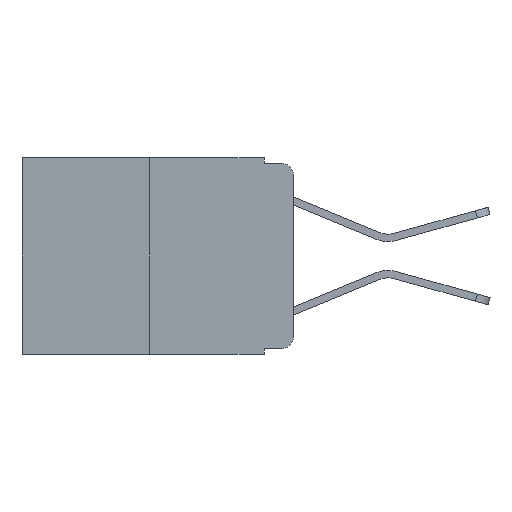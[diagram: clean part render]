
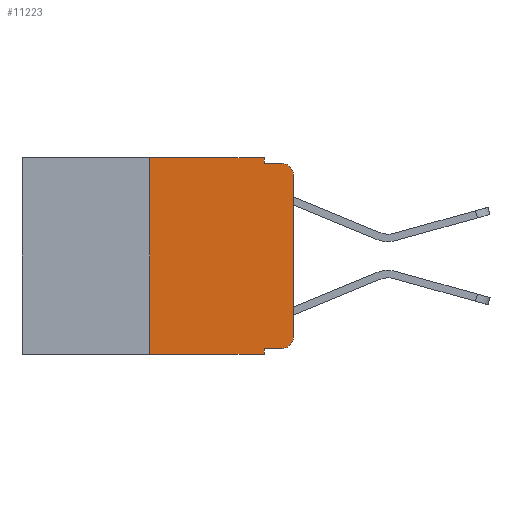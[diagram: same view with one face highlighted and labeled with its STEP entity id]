
A CAD part, left-side view. The second image highlights one B-rep face of the part: STEP entity #11223.
In plain terms, the highlighted planar face has unit normal (-1, 0, 0).
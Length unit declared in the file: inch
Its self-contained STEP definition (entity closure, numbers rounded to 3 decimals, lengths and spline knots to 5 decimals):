
#231 = EDGE_CURVE ( 'NONE', #16383, #1991, #16605, .T. ) ;
#279 = LINE ( 'NONE', #20190, #18942 ) ;
#384 = ORIENTED_EDGE ( 'NONE', *, *, #13592, .T. ) ;
#409 = VERTEX_POINT ( 'NONE', #7371 ) ;
#439 = VECTOR ( 'NONE', #11975, 39.37008 ) ;
#676 = CARTESIAN_POINT ( 'NONE',  ( 0., 0.051, -0.333 ) ) ;
#693 = LINE ( 'NONE', #17936, #13426 ) ;
#965 = CARTESIAN_POINT ( 'NONE',  ( 0., 0.473, 0. ) ) ;
#1294 = LINE ( 'NONE', #9211, #18723 ) ;
#1483 = VECTOR ( 'NONE', #13599, 39.37008 ) ;
#1991 = VERTEX_POINT ( 'NONE', #8136 ) ;
#2325 = ORIENTED_EDGE ( 'NONE', *, *, #8752, .F. ) ;
#3001 = LINE ( 'NONE', #3933, #1483 ) ;
#3198 = DIRECTION ( 'NONE',  ( 0., 0., -1. ) ) ;
#3629 = DIRECTION ( 'NONE',  ( 0., -1., 0. ) ) ;
#3933 = CARTESIAN_POINT ( 'NONE',  ( 0., 0.051, 0. ) ) ;
#3984 = DIRECTION ( 'NONE',  ( 1., 0., 0. ) ) ;
#5163 = ORIENTED_EDGE ( 'NONE', *, *, #8388, .T. ) ;
#5579 = VERTEX_POINT ( 'NONE', #11003 ) ;
#5631 = CARTESIAN_POINT ( 'NONE',  ( 0., 0.25, 0. ) ) ;
#5810 = AXIS2_PLACEMENT_3D ( 'NONE', #19565, #13460, #16419 ) ;
#5893 = AXIS2_PLACEMENT_3D ( 'NONE', #11125, #12732, #3198 ) ;
#5989 = EDGE_CURVE ( 'NONE', #11625, #18852, #1294, .T. ) ;
#6267 = CARTESIAN_POINT ( 'NONE',  ( 0., 0.02, -0.01 ) ) ;
#6578 = EDGE_CURVE ( 'NONE', #7091, #8536, #279, .T. ) ;
#6633 = ORIENTED_EDGE ( 'NONE', *, *, #6578, .T. ) ;
#6727 = EDGE_CURVE ( 'NONE', #5579, #11625, #8491, .T. ) ;
#6990 = ORIENTED_EDGE ( 'NONE', *, *, #6727, .F. ) ;
#7091 = VERTEX_POINT ( 'NONE', #17010 ) ;
#7289 = DIRECTION ( 'NONE',  ( 0., 0., 1. ) ) ;
#7371 = CARTESIAN_POINT ( 'NONE',  ( 0., 0.051, -0.333 ) ) ;
#8120 = ORIENTED_EDGE ( 'NONE', *, *, #5989, .F. ) ;
#8136 = CARTESIAN_POINT ( 'NONE',  ( 0., 0., -0.313 ) ) ;
#8388 = EDGE_CURVE ( 'NONE', #8540, #18852, #12666, .T. ) ;
#8418 = ORIENTED_EDGE ( 'NONE', *, *, #13044, .T. ) ;
#8491 = LINE ( 'NONE', #17663, #20177 ) ;
#8536 = VERTEX_POINT ( 'NONE', #9234 ) ;
#8540 = VERTEX_POINT ( 'NONE', #15282 ) ;
#8752 = EDGE_CURVE ( 'NONE', #7091, #10297, #11165, .T. ) ;
#9211 = CARTESIAN_POINT ( 'NONE',  ( 0., 0.051, -0.01 ) ) ;
#9234 = CARTESIAN_POINT ( 'NONE',  ( 0., 0.051, -0.343 ) ) ;
#9421 = CARTESIAN_POINT ( 'NONE',  ( 0., 0.02, -0.333 ) ) ;
#10156 = EDGE_LOOP ( 'NONE', ( #8418, #5163, #8120, #6990, #13690, #2325, #6633, #13684, #384, #18381 ) ) ;
#10297 = VERTEX_POINT ( 'NONE', #15742 ) ;
#11003 = CARTESIAN_POINT ( 'NONE',  ( 0., 0.051, 0. ) ) ;
#11125 = CARTESIAN_POINT ( 'NONE',  ( 0., 0.02, -0.03 ) ) ;
#11165 = LINE ( 'NONE', #5631, #18611 ) ;
#11223 = ADVANCED_FACE ( 'NONE', ( #12218 ), #15225, .F. ) ;
#11504 = CARTESIAN_POINT ( 'NONE',  ( 0., 0.473, 0. ) ) ;
#11625 = VERTEX_POINT ( 'NONE', #17782 ) ;
#11975 = DIRECTION ( 'NONE',  ( 0., -1., 0. ) ) ;
#12218 = FACE_OUTER_BOUND ( 'NONE', #10156, .T. ) ;
#12453 = EDGE_CURVE ( 'NONE', #409, #8536, #3001, .T. ) ;
#12666 = CIRCLE ( 'NONE', #5893, 0.02 ) ;
#12732 = DIRECTION ( 'NONE',  ( -1., 0., 0. ) ) ;
#13044 = EDGE_CURVE ( 'NONE', #1991, #8540, #693, .T. ) ;
#13239 = DIRECTION ( 'NONE',  ( 0., 0., -1. ) ) ;
#13426 = VECTOR ( 'NONE', #19551, 39.37008 ) ;
#13460 = DIRECTION ( 'NONE',  ( -1., 0., 0. ) ) ;
#13592 = EDGE_CURVE ( 'NONE', #409, #16383, #16127, .T. ) ;
#13599 = DIRECTION ( 'NONE',  ( 0., 0., -1. ) ) ;
#13684 = ORIENTED_EDGE ( 'NONE', *, *, #12453, .F. ) ;
#13690 = ORIENTED_EDGE ( 'NONE', *, *, #19051, .F. ) ;
#13864 = LINE ( 'NONE', #11504, #14606 ) ;
#14606 = VECTOR ( 'NONE', #3629, 39.37008 ) ;
#15225 = PLANE ( 'NONE',  #15777 ) ;
#15282 = CARTESIAN_POINT ( 'NONE',  ( 0., 0., -0.03 ) ) ;
#15463 = DIRECTION ( 'NONE',  ( 0., -1., 0. ) ) ;
#15742 = CARTESIAN_POINT ( 'NONE',  ( 0., 0.25, 0. ) ) ;
#15777 = AXIS2_PLACEMENT_3D ( 'NONE', #965, #3984, #16805 ) ;
#16127 = LINE ( 'NONE', #676, #439 ) ;
#16383 = VERTEX_POINT ( 'NONE', #9421 ) ;
#16419 = DIRECTION ( 'NONE',  ( 0., 0., -1. ) ) ;
#16605 = CIRCLE ( 'NONE', #5810, 0.02 ) ;
#16805 = DIRECTION ( 'NONE',  ( 0., 0., -1. ) ) ;
#17010 = CARTESIAN_POINT ( 'NONE',  ( 0., 0.25, -0.343 ) ) ;
#17663 = CARTESIAN_POINT ( 'NONE',  ( 0., 0.051, 0. ) ) ;
#17782 = CARTESIAN_POINT ( 'NONE',  ( 0., 0.051, -0.01 ) ) ;
#17936 = CARTESIAN_POINT ( 'NONE',  ( 0., 0., 0. ) ) ;
#18381 = ORIENTED_EDGE ( 'NONE', *, *, #231, .T. ) ;
#18611 = VECTOR ( 'NONE', #7289, 39.37008 ) ;
#18723 = VECTOR ( 'NONE', #15463, 39.37008 ) ;
#18852 = VERTEX_POINT ( 'NONE', #6267 ) ;
#18942 = VECTOR ( 'NONE', #20257, 39.37008 ) ;
#19051 = EDGE_CURVE ( 'NONE', #10297, #5579, #13864, .T. ) ;
#19551 = DIRECTION ( 'NONE',  ( 0., 0., 1. ) ) ;
#19565 = CARTESIAN_POINT ( 'NONE',  ( 0., 0.02, -0.313 ) ) ;
#20177 = VECTOR ( 'NONE', #13239, 39.37008 ) ;
#20190 = CARTESIAN_POINT ( 'NONE',  ( 0., 0.473, -0.343 ) ) ;
#20257 = DIRECTION ( 'NONE',  ( 0., -1., 0. ) ) ;
